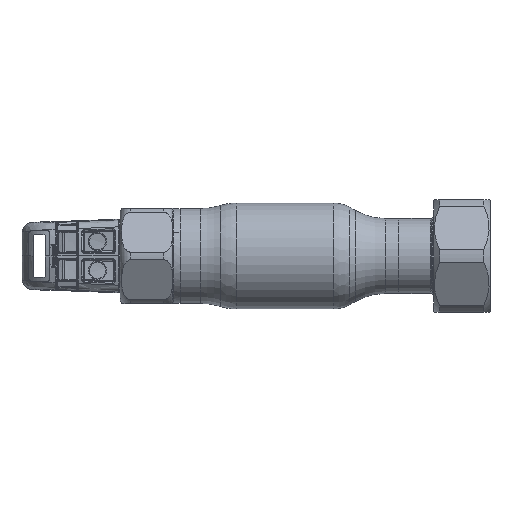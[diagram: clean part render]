
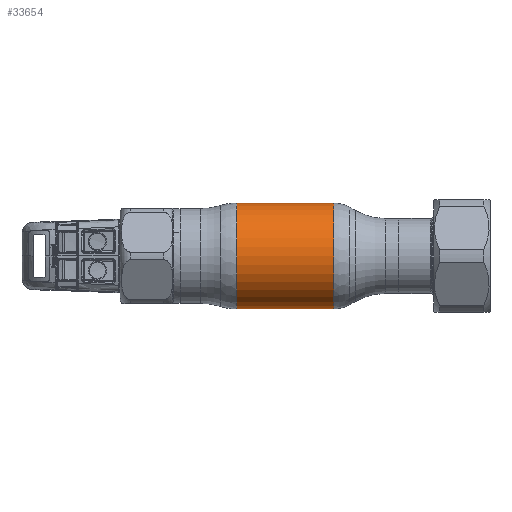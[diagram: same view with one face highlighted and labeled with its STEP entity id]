
A CAD part, front view. The second image highlights one B-rep face of the part: STEP entity #33654.
In plain terms, the highlighted cylindrical face has radius 15 mm (diameter 30 mm), a partial arc.
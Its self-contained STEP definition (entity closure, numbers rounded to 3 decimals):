
#312 = ORIENTED_EDGE ( 'NONE', *, *, #42517, .T. ) ;
#1101 = VECTOR ( 'NONE', #63486, 1000. ) ;
#2440 = CARTESIAN_POINT ( 'NONE',  ( 13.588, 0., 15. ) ) ;
#4293 = CARTESIAN_POINT ( 'NONE',  ( 13.588, 0., -15. ) ) ;
#5550 = DIRECTION ( 'NONE',  ( 0., 0., -1. ) ) ;
#7253 = CARTESIAN_POINT ( 'NONE',  ( 13.588, 0., 0. ) ) ;
#8587 = CYLINDRICAL_SURFACE ( 'NONE', #42952, 15. ) ;
#9769 = VERTEX_POINT ( 'NONE', #33327 ) ;
#11228 = ORIENTED_EDGE ( 'NONE', *, *, #51812, .F. ) ;
#11389 = DIRECTION ( 'NONE',  ( 0., 0., -1. ) ) ;
#12993 = ORIENTED_EDGE ( 'NONE', *, *, #34880, .F. ) ;
#16594 = DIRECTION ( 'NONE',  ( 1., 0., 0. ) ) ;
#20593 = CARTESIAN_POINT ( 'NONE',  ( -13.909, 0., 15. ) ) ;
#22758 = CARTESIAN_POINT ( 'NONE',  ( 62.69, 0., 0. ) ) ;
#24132 = EDGE_LOOP ( 'NONE', ( #12993, #54603, #312, #11228 ) ) ;
#28931 = FACE_OUTER_BOUND ( 'NONE', #24132, .T. ) ;
#31033 = VERTEX_POINT ( 'NONE', #4293 ) ;
#31783 = EDGE_CURVE ( 'NONE', #54080, #9769, #70811, .T. ) ;
#32210 = AXIS2_PLACEMENT_3D ( 'NONE', #7253, #35602, #57159 ) ;
#33327 = CARTESIAN_POINT ( 'NONE',  ( -13.909, 0., -15. ) ) ;
#33654 = ADVANCED_FACE ( 'NONE', ( #28931 ), #8587, .T. ) ;
#34630 = LINE ( 'NONE', #68415, #1101 ) ;
#34880 = EDGE_CURVE ( 'NONE', #54080, #57268, #58528, .T. ) ;
#35602 = DIRECTION ( 'NONE',  ( 1., 0., 0. ) ) ;
#39104 = DIRECTION ( 'NONE',  ( 1., 0., 0. ) ) ;
#39109 = AXIS2_PLACEMENT_3D ( 'NONE', #61355, #39104, #5550 ) ;
#42517 = EDGE_CURVE ( 'NONE', #9769, #31033, #34630, .T. ) ;
#42952 = AXIS2_PLACEMENT_3D ( 'NONE', #22758, #62713, #11389 ) ;
#51812 = EDGE_CURVE ( 'NONE', #57268, #31033, #63306, .T. ) ;
#54080 = VERTEX_POINT ( 'NONE', #20593 ) ;
#54603 = ORIENTED_EDGE ( 'NONE', *, *, #31783, .T. ) ;
#57159 = DIRECTION ( 'NONE',  ( 0., 0., -1. ) ) ;
#57268 = VERTEX_POINT ( 'NONE', #2440 ) ;
#57710 = VECTOR ( 'NONE', #16594, 1000. ) ;
#58528 = LINE ( 'NONE', #62004, #57710 ) ;
#61355 = CARTESIAN_POINT ( 'NONE',  ( -13.909, 0., 0. ) ) ;
#62004 = CARTESIAN_POINT ( 'NONE',  ( 62.69, 0., 15. ) ) ;
#62713 = DIRECTION ( 'NONE',  ( 1., 0., 0. ) ) ;
#63306 = CIRCLE ( 'NONE', #32210, 15. ) ;
#63486 = DIRECTION ( 'NONE',  ( 1., 0., 0. ) ) ;
#68415 = CARTESIAN_POINT ( 'NONE',  ( 62.69, 0., -15. ) ) ;
#70811 = CIRCLE ( 'NONE', #39109, 15. ) ;
